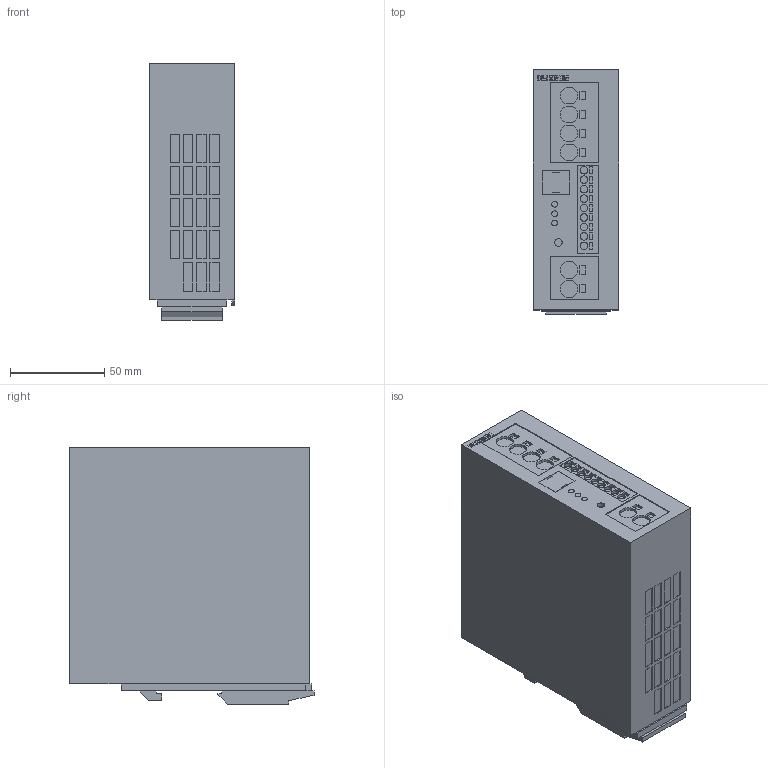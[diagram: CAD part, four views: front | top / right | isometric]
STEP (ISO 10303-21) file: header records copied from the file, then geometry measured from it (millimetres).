
FILE_DESCRIPTION (( 'STEP AP214' ), '1' );
FILE_NAME ('215027.STEP', '2020-12-02T08:52:53', ( '' ), ( '' ), 'SwSTEP 2.0', 'SolidWorks 2018', '' );
FILE_SCHEMA (( 'AUTOMOTIVE_DESIGN' ));
Length unit declared in the file: millimetre
Products named in the file (1): 215027
Bounding box: 45 x 129.3 x 135.7 mm (x, y, z)
Volume: 734251.6 mm3; surface area: 58841.8 mm2
Topology: 1 solids, 1 shells, 606 faces, 1538 edges, 1024 vertices
Faces by surface type: plane 560, cylinder 46
Entity records: 17976 total; most frequent: CARTESIAN_POINT 3169, ORIENTED_EDGE 3076, DIRECTION 2844, EDGE_CURVE 1538, VECTOR 1446, LINE 1446, VERTEX_POINT 1024, AXIS2_PLACEMENT_3D 699
